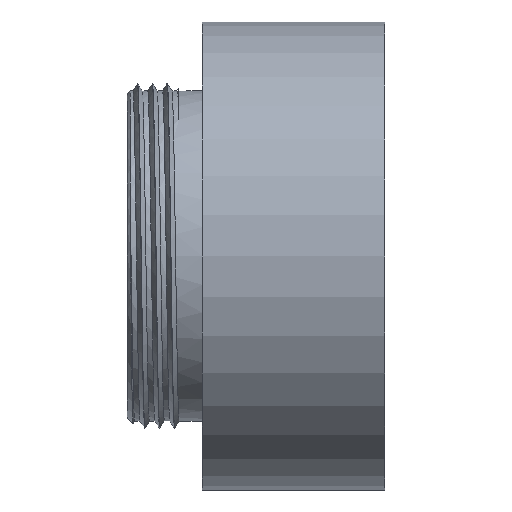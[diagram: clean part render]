
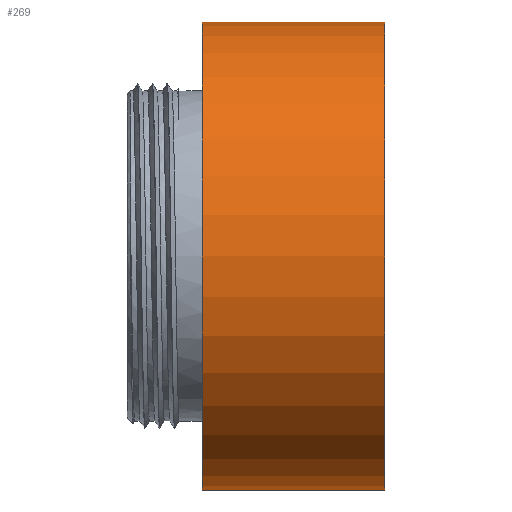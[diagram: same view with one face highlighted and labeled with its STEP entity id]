
A CAD part, front view. The second image highlights one B-rep face of the part: STEP entity #269.
In plain terms, the highlighted cylindrical face has radius 25 mm (diameter 50 mm), a full revolution.
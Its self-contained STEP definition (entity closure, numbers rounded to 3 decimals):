
#46=CYLINDRICAL_SURFACE('',#309,25.);
#57=FACE_BOUND('',#106,.T.);
#76=FACE_OUTER_BOUND('',#105,.T.);
#105=EDGE_LOOP('',(#246));
#106=EDGE_LOOP('',(#247));
#121=CIRCLE('',#302,25.);
#123=CIRCLE('',#308,25.);
#146=VERTEX_POINT('',#2605);
#148=VERTEX_POINT('',#2613);
#179=EDGE_CURVE('',#146,#146,#121,.T.);
#181=EDGE_CURVE('',#148,#148,#123,.T.);
#246=ORIENTED_EDGE('',*,*,#181,.T.);
#247=ORIENTED_EDGE('',*,*,#179,.F.);
#269=ADVANCED_FACE('',(#76,#57),#46,.T.);
#302=AXIS2_PLACEMENT_3D('',#2606,#360,#361);
#308=AXIS2_PLACEMENT_3D('',#2614,#372,#373);
#309=AXIS2_PLACEMENT_3D('',#2615,#374,#375);
#360=DIRECTION('center_axis',(1.,0.,0.));
#361=DIRECTION('ref_axis',(0.,0.,-1.));
#372=DIRECTION('center_axis',(1.,0.,0.));
#373=DIRECTION('ref_axis',(0.,0.,-1.));
#374=DIRECTION('center_axis',(1.,0.,0.));
#375=DIRECTION('ref_axis',(0.,1.,0.));
#2605=CARTESIAN_POINT('',(0.,25.,0.));
#2606=CARTESIAN_POINT('Origin',(0.,0.,0.));
#2613=CARTESIAN_POINT('',(-19.5,25.,0.));
#2614=CARTESIAN_POINT('Origin',(-19.5,0.,0.));
#2615=CARTESIAN_POINT('Origin',(-9.75,0.,0.));
